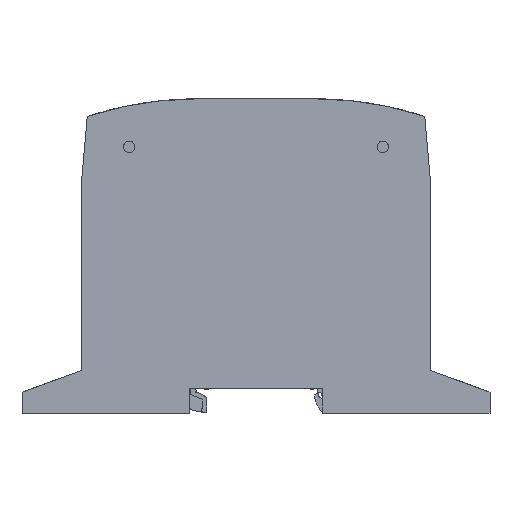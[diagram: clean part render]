
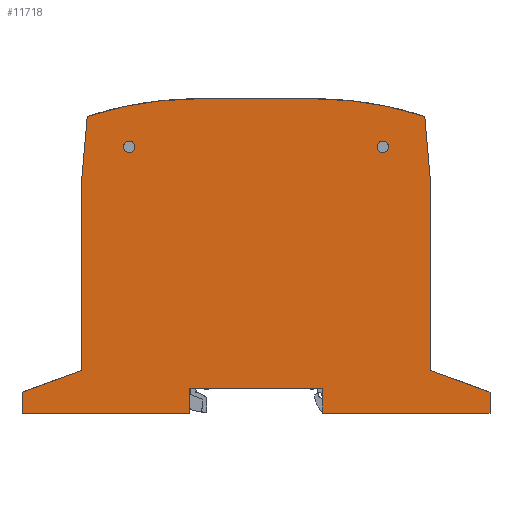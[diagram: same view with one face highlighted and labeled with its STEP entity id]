
A CAD part, left-side view. The second image highlights one B-rep face of the part: STEP entity #11718.
In plain terms, the highlighted planar face has unit normal (-1, 0, 0).
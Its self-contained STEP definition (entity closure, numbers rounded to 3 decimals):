
#693=AXIS2_PLACEMENT_3D('Circle Axis2P3D',#691,#692,$) ;
#812=AXIS2_PLACEMENT_3D('Circle Axis2P3D',#810,#811,$) ;
#843=AXIS2_PLACEMENT_3D('Circle Axis2P3D',#841,#842,$) ;
#1080=AXIS2_PLACEMENT_3D('Circle Axis2P3D',#1078,#1079,$) ;
#1176=AXIS2_PLACEMENT_3D('Circle Axis2P3D',#1174,#1175,$) ;
#1294=AXIS2_PLACEMENT_3D('Circle Axis2P3D',#1292,#1293,$) ;
#1342=AXIS2_PLACEMENT_3D('Circle Axis2P3D',#1340,#1341,$) ;
#1366=AXIS2_PLACEMENT_3D('Circle Axis2P3D',#1364,#1365,$) ;
#1399=AXIS2_PLACEMENT_3D('Circle Axis2P3D',#1397,#1398,$) ;
#1423=AXIS2_PLACEMENT_3D('Circle Axis2P3D',#1421,#1422,$) ;
#11686=AXIS2_PLACEMENT_3D('Plane Axis2P3D',#11683,#11684,#11685) ;
#92=CARTESIAN_POINT('Vertex',(3.,17.,12.187)) ;
#97=CARTESIAN_POINT('Line Origine',(3.,8.5,9.094)) ;
#101=CARTESIAN_POINT('Vertex',(3.,0.,6.)) ;
#170=CARTESIAN_POINT('Line Origine',(3.,23.86,0.)) ;
#174=CARTESIAN_POINT('Vertex',(3.,0.,0.)) ;
#176=CARTESIAN_POINT('Vertex',(3.,47.72,0.)) ;
#284=CARTESIAN_POINT('Line Origine',(3.,0.,3.)) ;
#301=CARTESIAN_POINT('Line Origine',(3.,47.72,3.525)) ;
#305=CARTESIAN_POINT('Vertex',(3.,47.72,7.05)) ;
#325=CARTESIAN_POINT('Line Origine',(3.,66.72,7.05)) ;
#329=CARTESIAN_POINT('Vertex',(3.,85.72,7.05)) ;
#489=CARTESIAN_POINT('Vertex',(3.,85.72,0.)) ;
#499=CARTESIAN_POINT('Line Origine',(3.,85.72,3.525)) ;
#518=CARTESIAN_POINT('Line Origine',(3.,109.58,0.)) ;
#522=CARTESIAN_POINT('Vertex',(3.,133.44,0.)) ;
#560=CARTESIAN_POINT('Line Origine',(3.,133.44,3.)) ;
#564=CARTESIAN_POINT('Vertex',(3.,133.44,6.)) ;
#591=CARTESIAN_POINT('Line Origine',(3.,124.94,9.094)) ;
#595=CARTESIAN_POINT('Vertex',(3.,116.44,12.187)) ;
#686=CARTESIAN_POINT('Vertex',(3.,116.44,66.15)) ;
#691=CARTESIAN_POINT('Axis2P3D Location',(3.,115.44,66.15)) ;
#695=CARTESIAN_POINT('Vertex',(3.,116.436,66.237)) ;
#782=CARTESIAN_POINT('Line Origine',(3.,115.662,75.084)) ;
#786=CARTESIAN_POINT('Vertex',(3.,114.888,83.931)) ;
#810=CARTESIAN_POINT('Axis2P3D Location',(3.,113.892,83.844)) ;
#814=CARTESIAN_POINT('Vertex',(3.,114.2,84.795)) ;
#841=CARTESIAN_POINT('Axis2P3D Location',(3.,83.42,-10.35)) ;
#845=CARTESIAN_POINT('Vertex',(3.,83.42,89.65)) ;
#1028=CARTESIAN_POINT('Line Origine',(3.,66.72,89.65)) ;
#1032=CARTESIAN_POINT('Vertex',(3.,50.02,89.65)) ;
#1078=CARTESIAN_POINT('Axis2P3D Location',(3.,50.02,-10.35)) ;
#1082=CARTESIAN_POINT('Vertex',(3.,19.24,84.795)) ;
#1174=CARTESIAN_POINT('Axis2P3D Location',(3.,19.548,83.844)) ;
#1178=CARTESIAN_POINT('Vertex',(3.,18.552,83.931)) ;
#1264=CARTESIAN_POINT('Line Origine',(3.,17.778,75.084)) ;
#1268=CARTESIAN_POINT('Vertex',(3.,17.004,66.237)) ;
#1292=CARTESIAN_POINT('Axis2P3D Location',(3.,18.,66.15)) ;
#1296=CARTESIAN_POINT('Vertex',(3.,17.,66.15)) ;
#1337=CARTESIAN_POINT('Vertex',(3.,101.27,75.95)) ;
#1340=CARTESIAN_POINT('Axis2P3D Location',(3.,102.87,75.95)) ;
#1344=CARTESIAN_POINT('Vertex',(3.,104.47,75.95)) ;
#1364=CARTESIAN_POINT('Axis2P3D Location',(3.,102.87,75.95)) ;
#1394=CARTESIAN_POINT('Vertex',(3.,32.17,75.95)) ;
#1397=CARTESIAN_POINT('Axis2P3D Location',(3.,30.57,75.95)) ;
#1401=CARTESIAN_POINT('Vertex',(3.,28.97,75.95)) ;
#1421=CARTESIAN_POINT('Axis2P3D Location',(3.,30.57,75.95)) ;
#11626=CARTESIAN_POINT('Line Origine',(3.,116.44,39.169)) ;
#11657=CARTESIAN_POINT('Line Origine',(3.,17.,39.169)) ;
#11683=CARTESIAN_POINT('Axis2P3D Location',(3.,66.72,6.75)) ;
#98=DIRECTION('Vector Direction',(0.,0.94,0.342)) ;
#171=DIRECTION('Vector Direction',(0.,1.,0.)) ;
#285=DIRECTION('Vector Direction',(0.,0.,1.)) ;
#302=DIRECTION('Vector Direction',(0.,0.,1.)) ;
#326=DIRECTION('Vector Direction',(0.,1.,0.)) ;
#500=DIRECTION('Vector Direction',(0.,0.,-1.)) ;
#519=DIRECTION('Vector Direction',(0.,1.,0.)) ;
#561=DIRECTION('Vector Direction',(0.,0.,-1.)) ;
#592=DIRECTION('Vector Direction',(0.,0.94,-0.342)) ;
#692=DIRECTION('Axis2P3D Direction',(1.,0.,0.)) ;
#783=DIRECTION('Vector Direction',(0.,0.087,-0.996)) ;
#811=DIRECTION('Axis2P3D Direction',(1.,0.,0.)) ;
#842=DIRECTION('Axis2P3D Direction',(1.,0.,0.)) ;
#1029=DIRECTION('Vector Direction',(0.,1.,0.)) ;
#1079=DIRECTION('Axis2P3D Direction',(1.,0.,0.)) ;
#1175=DIRECTION('Axis2P3D Direction',(1.,0.,0.)) ;
#1265=DIRECTION('Vector Direction',(0.,0.087,0.996)) ;
#1293=DIRECTION('Axis2P3D Direction',(1.,0.,0.)) ;
#1341=DIRECTION('Axis2P3D Direction',(1.,0.,0.)) ;
#1365=DIRECTION('Axis2P3D Direction',(1.,0.,0.)) ;
#1398=DIRECTION('Axis2P3D Direction',(1.,0.,0.)) ;
#1422=DIRECTION('Axis2P3D Direction',(1.,0.,0.)) ;
#11627=DIRECTION('Vector Direction',(0.,0.,-1.)) ;
#11658=DIRECTION('Vector Direction',(0.,0.,1.)) ;
#11684=DIRECTION('Axis2P3D Direction',(1.,0.,0.)) ;
#11685=DIRECTION('Axis2P3D XDirection',(0.,1.,0.)) ;
#99=VECTOR('Line Direction',#98,1.) ;
#172=VECTOR('Line Direction',#171,1.) ;
#286=VECTOR('Line Direction',#285,1.) ;
#303=VECTOR('Line Direction',#302,1.) ;
#327=VECTOR('Line Direction',#326,1.) ;
#501=VECTOR('Line Direction',#500,1.) ;
#520=VECTOR('Line Direction',#519,1.) ;
#562=VECTOR('Line Direction',#561,1.) ;
#593=VECTOR('Line Direction',#592,1.) ;
#784=VECTOR('Line Direction',#783,1.) ;
#1030=VECTOR('Line Direction',#1029,1.) ;
#1266=VECTOR('Line Direction',#1265,1.) ;
#11628=VECTOR('Line Direction',#11627,1.) ;
#11659=VECTOR('Line Direction',#11658,1.) ;
#11689=ORIENTED_EDGE('',*,*,#597,.T.) ;
#11690=ORIENTED_EDGE('',*,*,#566,.T.) ;
#11691=ORIENTED_EDGE('',*,*,#524,.F.) ;
#11692=ORIENTED_EDGE('',*,*,#503,.F.) ;
#11693=ORIENTED_EDGE('',*,*,#331,.F.) ;
#11694=ORIENTED_EDGE('',*,*,#307,.F.) ;
#11695=ORIENTED_EDGE('',*,*,#178,.F.) ;
#11696=ORIENTED_EDGE('',*,*,#288,.T.) ;
#11697=ORIENTED_EDGE('',*,*,#103,.T.) ;
#11698=ORIENTED_EDGE('',*,*,#11661,.T.) ;
#11699=ORIENTED_EDGE('',*,*,#1298,.T.) ;
#11700=ORIENTED_EDGE('',*,*,#1270,.T.) ;
#11701=ORIENTED_EDGE('',*,*,#1180,.T.) ;
#11702=ORIENTED_EDGE('',*,*,#1084,.T.) ;
#11703=ORIENTED_EDGE('',*,*,#1034,.T.) ;
#11704=ORIENTED_EDGE('',*,*,#847,.T.) ;
#11705=ORIENTED_EDGE('',*,*,#816,.T.) ;
#11706=ORIENTED_EDGE('',*,*,#788,.T.) ;
#11707=ORIENTED_EDGE('',*,*,#697,.T.) ;
#11708=ORIENTED_EDGE('',*,*,#11630,.T.) ;
#11711=ORIENTED_EDGE('',*,*,#1346,.T.) ;
#11712=ORIENTED_EDGE('',*,*,#1368,.T.) ;
#11715=ORIENTED_EDGE('',*,*,#1403,.T.) ;
#11716=ORIENTED_EDGE('',*,*,#1425,.T.) ;
#11713=FACE_BOUND('',#11710,.T.) ;
#11717=FACE_BOUND('',#11714,.T.) ;
#11718=ADVANCED_FACE('MLD L',(#11709,#11713,#11717),#11687,.F.) ;
#694=CIRCLE('generated circle',#693,1.) ;
#813=CIRCLE('generated circle',#812,1.) ;
#844=CIRCLE('generated circle',#843,100.) ;
#1081=CIRCLE('generated circle',#1080,100.) ;
#1177=CIRCLE('generated circle',#1176,1.) ;
#1295=CIRCLE('generated circle',#1294,1.) ;
#1343=CIRCLE('generated circle',#1342,1.6) ;
#1367=CIRCLE('generated circle',#1366,1.6) ;
#1400=CIRCLE('generated circle',#1399,1.6) ;
#1424=CIRCLE('generated circle',#1423,1.6) ;
#103=EDGE_CURVE('',#102,#93,#100,.T.) ;
#178=EDGE_CURVE('',#175,#177,#173,.T.) ;
#288=EDGE_CURVE('',#175,#102,#287,.T.) ;
#307=EDGE_CURVE('',#177,#306,#304,.T.) ;
#331=EDGE_CURVE('',#306,#330,#328,.T.) ;
#503=EDGE_CURVE('',#330,#490,#502,.T.) ;
#524=EDGE_CURVE('',#490,#523,#521,.T.) ;
#566=EDGE_CURVE('',#565,#523,#563,.T.) ;
#597=EDGE_CURVE('',#596,#565,#594,.T.) ;
#697=EDGE_CURVE('',#696,#687,#694,.F.) ;
#788=EDGE_CURVE('',#787,#696,#785,.T.) ;
#816=EDGE_CURVE('',#815,#787,#813,.F.) ;
#847=EDGE_CURVE('',#846,#815,#844,.F.) ;
#1034=EDGE_CURVE('',#1033,#846,#1031,.T.) ;
#1084=EDGE_CURVE('',#1083,#1033,#1081,.F.) ;
#1180=EDGE_CURVE('',#1179,#1083,#1177,.F.) ;
#1270=EDGE_CURVE('',#1269,#1179,#1267,.T.) ;
#1298=EDGE_CURVE('',#1297,#1269,#1295,.F.) ;
#1346=EDGE_CURVE('',#1345,#1338,#1343,.T.) ;
#1368=EDGE_CURVE('',#1338,#1345,#1367,.T.) ;
#1403=EDGE_CURVE('',#1402,#1395,#1400,.T.) ;
#1425=EDGE_CURVE('',#1395,#1402,#1424,.T.) ;
#11630=EDGE_CURVE('',#687,#596,#11629,.T.) ;
#11661=EDGE_CURVE('',#93,#1297,#11660,.T.) ;
#11688=EDGE_LOOP('',(#11689,#11690,#11691,#11692,#11693,#11694,#11695,#11696,#11697,#11698,#11699,#11700,#11701,#11702,#11703,#11704,#11705,#11706,#11707,#11708)) ;
#11710=EDGE_LOOP('',(#11711,#11712)) ;
#11714=EDGE_LOOP('',(#11715,#11716)) ;
#11709=FACE_OUTER_BOUND('',#11688,.T.) ;
#100=LINE('Line',#97,#99) ;
#173=LINE('Line',#170,#172) ;
#287=LINE('Line',#284,#286) ;
#304=LINE('Line',#301,#303) ;
#328=LINE('Line',#325,#327) ;
#502=LINE('Line',#499,#501) ;
#521=LINE('Line',#518,#520) ;
#563=LINE('Line',#560,#562) ;
#594=LINE('Line',#591,#593) ;
#785=LINE('Line',#782,#784) ;
#1031=LINE('Line',#1028,#1030) ;
#1267=LINE('Line',#1264,#1266) ;
#11629=LINE('Line',#11626,#11628) ;
#11660=LINE('Line',#11657,#11659) ;
#11687=PLANE('',#11686) ;
#93=VERTEX_POINT('',#92) ;
#102=VERTEX_POINT('',#101) ;
#175=VERTEX_POINT('',#174) ;
#177=VERTEX_POINT('',#176) ;
#306=VERTEX_POINT('',#305) ;
#330=VERTEX_POINT('',#329) ;
#490=VERTEX_POINT('',#489) ;
#523=VERTEX_POINT('',#522) ;
#565=VERTEX_POINT('',#564) ;
#596=VERTEX_POINT('',#595) ;
#687=VERTEX_POINT('',#686) ;
#696=VERTEX_POINT('',#695) ;
#787=VERTEX_POINT('',#786) ;
#815=VERTEX_POINT('',#814) ;
#846=VERTEX_POINT('',#845) ;
#1033=VERTEX_POINT('',#1032) ;
#1083=VERTEX_POINT('',#1082) ;
#1179=VERTEX_POINT('',#1178) ;
#1269=VERTEX_POINT('',#1268) ;
#1297=VERTEX_POINT('',#1296) ;
#1338=VERTEX_POINT('',#1337) ;
#1345=VERTEX_POINT('',#1344) ;
#1395=VERTEX_POINT('',#1394) ;
#1402=VERTEX_POINT('',#1401) ;
